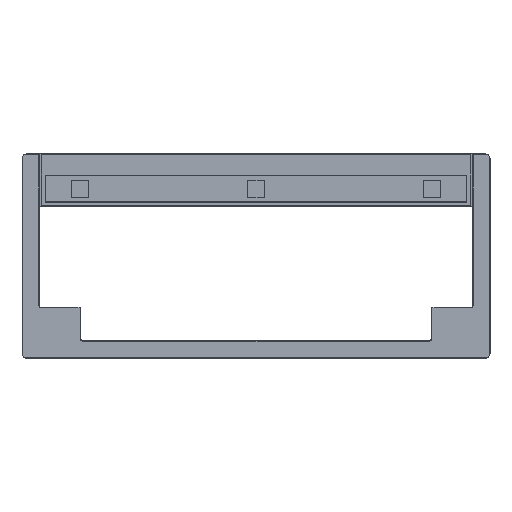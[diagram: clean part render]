
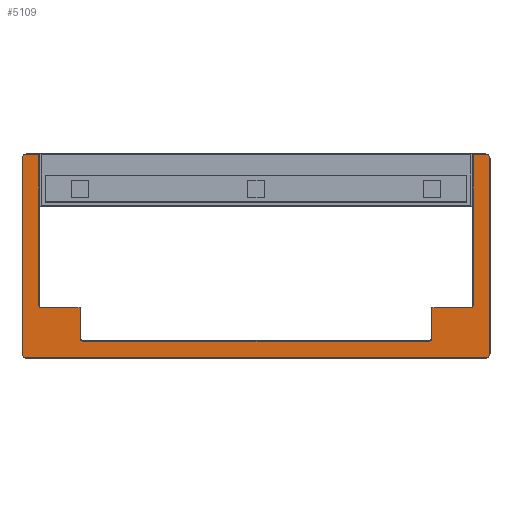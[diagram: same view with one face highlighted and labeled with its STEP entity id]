
A CAD part, top view. The second image highlights one B-rep face of the part: STEP entity #5109.
In plain terms, the highlighted planar face has unit normal (0, 0, 1).
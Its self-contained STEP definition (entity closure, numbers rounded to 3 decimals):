
#171=PLANE('',#5611);
#424=FACE_OUTER_BOUND('',#732,.T.);
#732=EDGE_LOOP('',(#4368,#4369,#4370,#4371,#4372,#4373,#4374,#4375,#4376,
#4377,#4378,#4379,#4380,#4381,#4382,#4383,#4384,#4385,#4386,#4387,#4388,
#4389,#4390,#4391));
#1182=LINE('',#8479,#1671);
#1186=LINE('',#8489,#1675);
#1189=LINE('',#8500,#1678);
#1193=LINE('',#8510,#1682);
#1196=LINE('',#8518,#1685);
#1199=LINE('',#8526,#1688);
#1202=LINE('',#8537,#1691);
#1206=LINE('',#8548,#1695);
#1210=LINE('',#8557,#1699);
#1213=LINE('',#8566,#1702);
#1216=LINE('',#8575,#1705);
#1219=LINE('',#8583,#1708);
#1671=VECTOR('',#6842,10.);
#1675=VECTOR('',#6854,10.);
#1678=VECTOR('',#6865,10.);
#1682=VECTOR('',#6877,10.);
#1685=VECTOR('',#6886,10.);
#1688=VECTOR('',#6895,10.);
#1691=VECTOR('',#6906,10.);
#1695=VECTOR('',#6918,10.);
#1699=VECTOR('',#6928,10.);
#1702=VECTOR('',#6939,10.);
#1705=VECTOR('',#6950,10.);
#1708=VECTOR('',#6959,10.);
#1967=CIRCLE('',#5564,0.25);
#1969=CIRCLE('',#5568,2.25);
#1970=CIRCLE('',#5571,2.25);
#1972=CIRCLE('',#5575,2.25);
#1973=CIRCLE('',#5578,2.25);
#1975=CIRCLE('',#5582,0.25);
#1976=CIRCLE('',#5585,1.25);
#1978=CIRCLE('',#5589,0.25);
#1979=CIRCLE('',#5592,1.25);
#1981=CIRCLE('',#5596,1.25);
#1983=CIRCLE('',#5600,0.25);
#1984=CIRCLE('',#5603,1.25);
#2432=VERTEX_POINT('',#8476);
#2433=VERTEX_POINT('',#8478);
#2434=VERTEX_POINT('',#8483);
#2435=VERTEX_POINT('',#8487);
#2437=VERTEX_POINT('',#8493);
#2439=VERTEX_POINT('',#8498);
#2440=VERTEX_POINT('',#8503);
#2441=VERTEX_POINT('',#8508);
#2442=VERTEX_POINT('',#8512);
#2443=VERTEX_POINT('',#8516);
#2444=VERTEX_POINT('',#8520);
#2445=VERTEX_POINT('',#8524);
#2447=VERTEX_POINT('',#8530);
#2449=VERTEX_POINT('',#8535);
#2451=VERTEX_POINT('',#8541);
#2452=VERTEX_POINT('',#8546);
#2453=VERTEX_POINT('',#8551);
#2454=VERTEX_POINT('',#8555);
#2455=VERTEX_POINT('',#8559);
#2456=VERTEX_POINT('',#8564);
#2457=VERTEX_POINT('',#8568);
#2458=VERTEX_POINT('',#8573);
#2459=VERTEX_POINT('',#8577);
#2460=VERTEX_POINT('',#8581);
#3086=EDGE_CURVE('',#2432,#2433,#1182,.T.);
#3090=EDGE_CURVE('',#2434,#2432,#1967,.T.);
#3092=EDGE_CURVE('',#2435,#2434,#1186,.T.);
#3095=EDGE_CURVE('',#2437,#2435,#1969,.T.);
#3097=EDGE_CURVE('',#2439,#2437,#1189,.T.);
#3100=EDGE_CURVE('',#2440,#2439,#1970,.T.);
#3103=EDGE_CURVE('',#2441,#2440,#1193,.T.);
#3105=EDGE_CURVE('',#2442,#2441,#1972,.T.);
#3107=EDGE_CURVE('',#2443,#2442,#1196,.T.);
#3109=EDGE_CURVE('',#2444,#2443,#1973,.T.);
#3111=EDGE_CURVE('',#2445,#2444,#1199,.T.);
#3114=EDGE_CURVE('',#2447,#2445,#1975,.T.);
#3116=EDGE_CURVE('',#2449,#2447,#1202,.T.);
#3119=EDGE_CURVE('',#2451,#2449,#1976,.T.);
#3122=EDGE_CURVE('',#2452,#2451,#1206,.T.);
#3125=EDGE_CURVE('',#2453,#2452,#1978,.T.);
#3127=EDGE_CURVE('',#2454,#2453,#1210,.T.);
#3129=EDGE_CURVE('',#2455,#2454,#1979,.T.);
#3132=EDGE_CURVE('',#2456,#2455,#1213,.T.);
#3134=EDGE_CURVE('',#2457,#2456,#1981,.T.);
#3137=EDGE_CURVE('',#2458,#2457,#1216,.T.);
#3139=EDGE_CURVE('',#2459,#2458,#1983,.T.);
#3141=EDGE_CURVE('',#2460,#2459,#1219,.T.);
#3142=EDGE_CURVE('',#2433,#2460,#1984,.T.);
#4368=ORIENTED_EDGE('',*,*,#3086,.F.);
#4369=ORIENTED_EDGE('',*,*,#3090,.F.);
#4370=ORIENTED_EDGE('',*,*,#3092,.F.);
#4371=ORIENTED_EDGE('',*,*,#3095,.F.);
#4372=ORIENTED_EDGE('',*,*,#3097,.F.);
#4373=ORIENTED_EDGE('',*,*,#3100,.F.);
#4374=ORIENTED_EDGE('',*,*,#3103,.F.);
#4375=ORIENTED_EDGE('',*,*,#3105,.F.);
#4376=ORIENTED_EDGE('',*,*,#3107,.F.);
#4377=ORIENTED_EDGE('',*,*,#3109,.F.);
#4378=ORIENTED_EDGE('',*,*,#3111,.F.);
#4379=ORIENTED_EDGE('',*,*,#3114,.F.);
#4380=ORIENTED_EDGE('',*,*,#3116,.F.);
#4381=ORIENTED_EDGE('',*,*,#3119,.F.);
#4382=ORIENTED_EDGE('',*,*,#3122,.F.);
#4383=ORIENTED_EDGE('',*,*,#3125,.F.);
#4384=ORIENTED_EDGE('',*,*,#3127,.F.);
#4385=ORIENTED_EDGE('',*,*,#3129,.F.);
#4386=ORIENTED_EDGE('',*,*,#3132,.F.);
#4387=ORIENTED_EDGE('',*,*,#3134,.F.);
#4388=ORIENTED_EDGE('',*,*,#3137,.F.);
#4389=ORIENTED_EDGE('',*,*,#3139,.F.);
#4390=ORIENTED_EDGE('',*,*,#3141,.F.);
#4391=ORIENTED_EDGE('',*,*,#3142,.F.);
#5109=ADVANCED_FACE('',(#424),#171,.F.);
#5564=AXIS2_PLACEMENT_3D('',#8485,#6849,#6850);
#5568=AXIS2_PLACEMENT_3D('',#8495,#6860,#6861);
#5571=AXIS2_PLACEMENT_3D('',#8505,#6870,#6871);
#5575=AXIS2_PLACEMENT_3D('',#8514,#6881,#6882);
#5578=AXIS2_PLACEMENT_3D('',#8522,#6890,#6891);
#5582=AXIS2_PLACEMENT_3D('',#8532,#6901,#6902);
#5585=AXIS2_PLACEMENT_3D('',#8543,#6911,#6912);
#5589=AXIS2_PLACEMENT_3D('',#8553,#6923,#6924);
#5592=AXIS2_PLACEMENT_3D('',#8561,#6932,#6933);
#5596=AXIS2_PLACEMENT_3D('',#8570,#6943,#6944);
#5600=AXIS2_PLACEMENT_3D('',#8579,#6954,#6955);
#5603=AXIS2_PLACEMENT_3D('',#8585,#6962,#6963);
#5611=AXIS2_PLACEMENT_3D('',#8597,#6981,#6982);
#6842=DIRECTION('',(0.,-1.,0.));
#6849=DIRECTION('center_axis',(0.,0.,-1.));
#6850=DIRECTION('ref_axis',(0.707,0.707,0.));
#6854=DIRECTION('',(1.,0.,0.));
#6860=DIRECTION('center_axis',(0.,0.,-1.));
#6861=DIRECTION('ref_axis',(-0.707,0.707,0.));
#6865=DIRECTION('',(0.,1.,0.));
#6870=DIRECTION('center_axis',(0.,0.,-1.));
#6871=DIRECTION('ref_axis',(-0.707,-0.707,0.));
#6877=DIRECTION('',(-1.,0.,0.));
#6881=DIRECTION('center_axis',(0.,0.,-1.));
#6882=DIRECTION('ref_axis',(0.707,-0.707,0.));
#6886=DIRECTION('',(0.,-1.,0.));
#6890=DIRECTION('center_axis',(0.,0.,-1.));
#6891=DIRECTION('ref_axis',(0.707,0.707,0.));
#6895=DIRECTION('',(1.,0.,0.));
#6901=DIRECTION('center_axis',(0.,0.,-1.));
#6902=DIRECTION('ref_axis',(-0.707,0.707,0.));
#6906=DIRECTION('',(0.,1.,0.));
#6911=DIRECTION('center_axis',(0.,0.,1.));
#6912=DIRECTION('ref_axis',(0.707,-0.707,0.));
#6918=DIRECTION('',(1.,0.,0.));
#6923=DIRECTION('center_axis',(0.,0.,-1.));
#6924=DIRECTION('ref_axis',(-0.707,0.707,0.));
#6928=DIRECTION('',(0.,1.,0.));
#6932=DIRECTION('center_axis',(0.,0.,1.));
#6933=DIRECTION('ref_axis',(0.707,-0.707,0.));
#6939=DIRECTION('',(1.,0.,0.));
#6943=DIRECTION('center_axis',(0.,0.,1.));
#6944=DIRECTION('ref_axis',(-0.707,-0.707,0.));
#6950=DIRECTION('',(0.,-1.,0.));
#6954=DIRECTION('center_axis',(0.,0.,-1.));
#6955=DIRECTION('ref_axis',(0.707,0.707,0.));
#6959=DIRECTION('',(1.,0.,0.));
#6962=DIRECTION('center_axis',(0.,0.,1.));
#6963=DIRECTION('ref_axis',(-0.707,-0.707,0.));
#6981=DIRECTION('center_axis',(0.,0.,-1.));
#6982=DIRECTION('ref_axis',(-1.,0.,0.));
#8476=CARTESIAN_POINT('',(-0.725,29.975,7.));
#8478=CARTESIAN_POINT('',(-0.725,-56.625,7.));
#8479=CARTESIAN_POINT('',(-0.725,-44.113,7.));
#8483=CARTESIAN_POINT('',(-0.975,30.225,7.));
#8485=CARTESIAN_POINT('Origin',(-0.975,29.975,7.));
#8487=CARTESIAN_POINT('',(-7.975,30.225,7.));
#8489=CARTESIAN_POINT('',(190.975,30.225,7.));
#8493=CARTESIAN_POINT('',(-10.225,27.975,7.));
#8495=CARTESIAN_POINT('Origin',(-7.975,27.975,7.));
#8498=CARTESIAN_POINT('',(-10.225,-84.175,7.));
#8500=CARTESIAN_POINT('',(-10.225,-2.563,7.));
#8503=CARTESIAN_POINT('',(-7.975,-86.425,7.));
#8505=CARTESIAN_POINT('Origin',(-7.975,-84.175,7.));
#8508=CARTESIAN_POINT('',(255.625,-86.425,7.));
#8510=CARTESIAN_POINT('',(56.675,-86.425,7.));
#8512=CARTESIAN_POINT('',(257.875,-84.175,7.));
#8514=CARTESIAN_POINT('Origin',(255.625,-84.175,7.));
#8516=CARTESIAN_POINT('',(257.875,27.975,7.));
#8518=CARTESIAN_POINT('',(257.875,-58.638,7.));
#8520=CARTESIAN_POINT('',(255.625,30.225,7.));
#8522=CARTESIAN_POINT('Origin',(255.625,27.975,7.));
#8524=CARTESIAN_POINT('',(248.625,30.225,7.));
#8526=CARTESIAN_POINT('',(190.975,30.225,7.));
#8530=CARTESIAN_POINT('',(248.375,29.975,7.));
#8532=CARTESIAN_POINT('Origin',(248.625,29.975,7.));
#8535=CARTESIAN_POINT('',(248.375,-56.625,7.));
#8537=CARTESIAN_POINT('',(248.375,-15.063,7.));
#8541=CARTESIAN_POINT('',(247.125,-57.875,7.));
#8543=CARTESIAN_POINT('Origin',(247.125,-56.625,7.));
#8546=CARTESIAN_POINT('',(224.813,-57.875,7.));
#8548=CARTESIAN_POINT('',(73.581,-57.875,7.));
#8551=CARTESIAN_POINT('',(224.563,-58.125,7.));
#8553=CARTESIAN_POINT('Origin',(224.813,-58.125,7.));
#8555=CARTESIAN_POINT('',(224.563,-75.675,7.));
#8557=CARTESIAN_POINT('',(224.563,-44.113,7.));
#8559=CARTESIAN_POINT('',(223.313,-76.925,7.));
#8561=CARTESIAN_POINT('Origin',(223.313,-75.675,7.));
#8564=CARTESIAN_POINT('',(24.338,-76.925,7.));
#8566=CARTESIAN_POINT('',(174.069,-76.925,7.));
#8568=CARTESIAN_POINT('',(23.088,-75.675,7.));
#8570=CARTESIAN_POINT('Origin',(24.338,-75.675,7.));
#8573=CARTESIAN_POINT('',(23.088,-58.125,7.));
#8575=CARTESIAN_POINT('',(23.088,-53.638,7.));
#8577=CARTESIAN_POINT('',(22.838,-57.875,7.));
#8579=CARTESIAN_POINT('Origin',(22.838,-58.125,7.));
#8581=CARTESIAN_POINT('',(0.525,-57.875,7.));
#8583=CARTESIAN_POINT('',(73.581,-57.875,7.));
#8585=CARTESIAN_POINT('Origin',(0.525,-56.625,7.));
#8597=CARTESIAN_POINT('Origin',(123.825,-30.6,7.));
